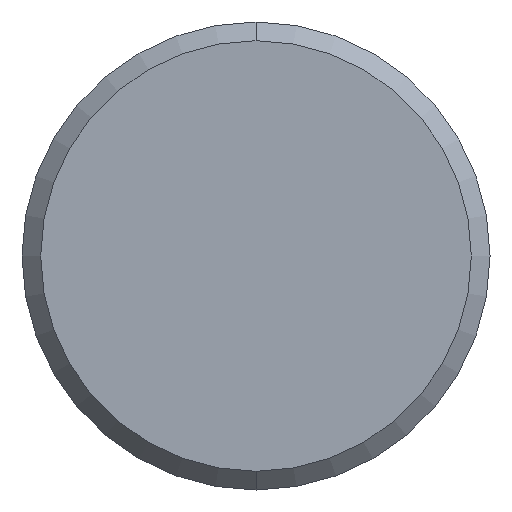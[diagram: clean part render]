
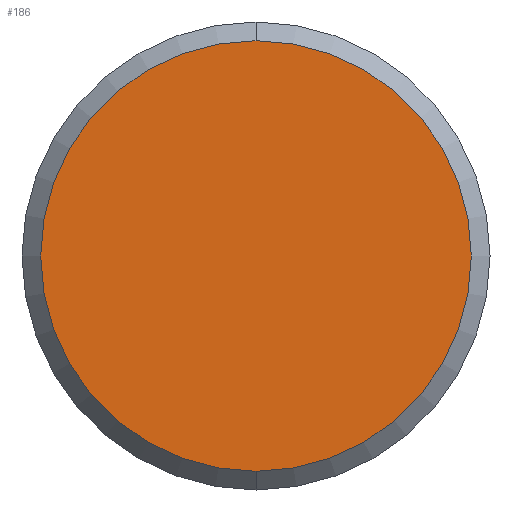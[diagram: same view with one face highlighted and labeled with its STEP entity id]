
A CAD part, front view. The second image highlights one B-rep face of the part: STEP entity #186.
In plain terms, the highlighted planar face has unit normal (0, -1, 0).
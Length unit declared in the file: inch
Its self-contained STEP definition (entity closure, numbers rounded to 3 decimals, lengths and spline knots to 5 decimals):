
#11 = CIRCLE ( 'NONE', #149, 0.22985 ) ;
#12 = DIRECTION ( 'NONE',  ( 0., -1., 0. ) ) ;
#16 = DIRECTION ( 'NONE',  ( 0., -1., 0. ) ) ;
#23 = DIRECTION ( 'NONE',  ( 0., 0., 1. ) ) ;
#57 = DIRECTION ( 'NONE',  ( 0., 0., 1. ) ) ;
#58 = CARTESIAN_POINT ( 'NONE',  ( 0., 0., 0. ) ) ;
#75 = EDGE_LOOP ( 'NONE', ( #227, #125 ) ) ;
#95 = CARTESIAN_POINT ( 'NONE',  ( 0., 0., 0. ) ) ;
#98 = CARTESIAN_POINT ( 'NONE',  ( 0., 0., 0. ) ) ;
#109 = AXIS2_PLACEMENT_3D ( 'NONE', #98, #16, #23 ) ;
#117 = DIRECTION ( 'NONE',  ( 0., 1., 0. ) ) ;
#125 = ORIENTED_EDGE ( 'NONE', *, *, #241, .T. ) ;
#149 = AXIS2_PLACEMENT_3D ( 'NONE', #95, #12, #268 ) ;
#160 = AXIS2_PLACEMENT_3D ( 'NONE', #58, #117, #57 ) ;
#186 = ADVANCED_FACE ( 'NONE', ( #258 ), #226, .F. ) ;
#203 = EDGE_CURVE ( 'NONE', #273, #272, #11, .T. ) ;
#226 = PLANE ( 'NONE',  #160 ) ;
#227 = ORIENTED_EDGE ( 'NONE', *, *, #203, .T. ) ;
#232 = CIRCLE ( 'NONE', #109, 0.22985 ) ;
#240 = CARTESIAN_POINT ( 'NONE',  ( 0., 0., 0.22985 ) ) ;
#241 = EDGE_CURVE ( 'NONE', #272, #273, #232, .T. ) ;
#242 = CARTESIAN_POINT ( 'NONE',  ( 0., 0., -0.22985 ) ) ;
#258 = FACE_OUTER_BOUND ( 'NONE', #75, .T. ) ;
#268 = DIRECTION ( 'NONE',  ( 0., 0., 1. ) ) ;
#272 = VERTEX_POINT ( 'NONE', #242 ) ;
#273 = VERTEX_POINT ( 'NONE', #240 ) ;
